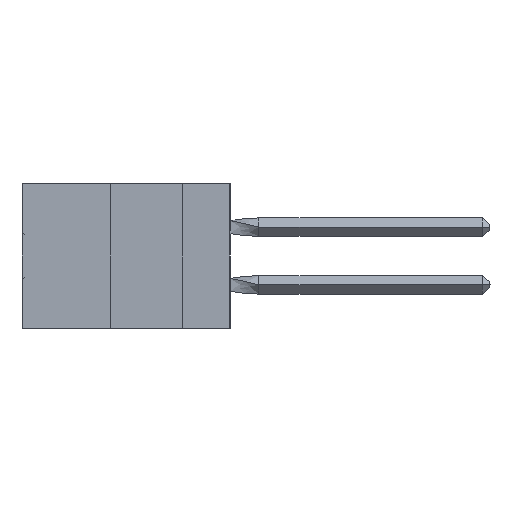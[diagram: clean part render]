
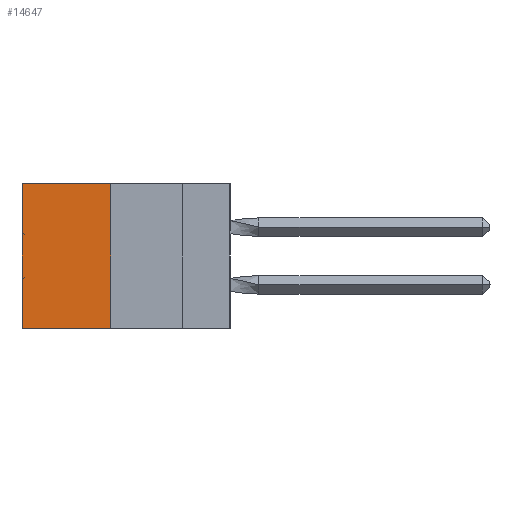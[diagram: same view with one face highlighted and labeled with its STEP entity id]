
A CAD part, left-side view. The second image highlights one B-rep face of the part: STEP entity #14647.
In plain terms, the highlighted planar face has unit normal (-1, 0, 0).
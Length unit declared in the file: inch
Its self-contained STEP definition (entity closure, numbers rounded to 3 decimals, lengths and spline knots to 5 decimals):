
#393 = VERTEX_POINT ( 'NONE', #18452 ) ;
#537 = CARTESIAN_POINT ( 'NONE',  ( 0.305, 0.413, -0.5 ) ) ;
#1484 = VERTEX_POINT ( 'NONE', #29339 ) ;
#2696 = VERTEX_POINT ( 'NONE', #13602 ) ;
#4034 = CARTESIAN_POINT ( 'NONE',  ( 0.305, 0.413, -0.5 ) ) ;
#4188 = DIRECTION ( 'NONE',  ( 1., 0., 0. ) ) ;
#4486 = AXIS2_PLACEMENT_3D ( 'NONE', #4034, #4188, #32109 ) ;
#5505 = VECTOR ( 'NONE', #16765, 39.37008 ) ;
#7124 = ORIENTED_EDGE ( 'NONE', *, *, #14957, .F. ) ;
#8277 = VECTOR ( 'NONE', #13230, 39.37008 ) ;
#9269 = VECTOR ( 'NONE', #48650, 39.37008 ) ;
#10669 = ORIENTED_EDGE ( 'NONE', *, *, #28929, .F. ) ;
#10744 = CARTESIAN_POINT ( 'NONE',  ( 0.305, 0.413, -0.5 ) ) ;
#10914 = DIRECTION ( 'NONE',  ( 0., 0., -1. ) ) ;
#12556 = CARTESIAN_POINT ( 'NONE',  ( 0.305, 0.72, -0.5 ) ) ;
#13230 = DIRECTION ( 'NONE',  ( 0., 1., 0. ) ) ;
#13602 = CARTESIAN_POINT ( 'NONE',  ( 0.305, 0.72, -0.5 ) ) ;
#14647 = ADVANCED_FACE ( 'NONE', ( #24195 ), #19888, .F. ) ;
#14895 = LINE ( 'NONE', #537, #5505 ) ;
#14957 = EDGE_CURVE ( 'NONE', #393, #39172, #37805, .T. ) ;
#16765 = DIRECTION ( 'NONE',  ( 0., 1., 0. ) ) ;
#18452 = CARTESIAN_POINT ( 'NONE',  ( 0.305, 0.413, 0. ) ) ;
#18885 = LINE ( 'NONE', #33414, #8277 ) ;
#19783 = VECTOR ( 'NONE', #10914, 39.37008 ) ;
#19888 = PLANE ( 'NONE',  #4486 ) ;
#20457 = EDGE_CURVE ( 'NONE', #1484, #2696, #39739, .T. ) ;
#21588 = ORIENTED_EDGE ( 'NONE', *, *, #20457, .T. ) ;
#24195 = FACE_OUTER_BOUND ( 'NONE', #43632, .T. ) ;
#28225 = CARTESIAN_POINT ( 'NONE',  ( 0.305, 0.413, -0.5 ) ) ;
#28929 = EDGE_CURVE ( 'NONE', #39172, #2696, #14895, .T. ) ;
#29339 = CARTESIAN_POINT ( 'NONE',  ( 0.305, 0.72, 0. ) ) ;
#32109 = DIRECTION ( 'NONE',  ( 0., 0., -1. ) ) ;
#33414 = CARTESIAN_POINT ( 'NONE',  ( 0.305, 0.413, 0. ) ) ;
#37805 = LINE ( 'NONE', #10744, #19783 ) ;
#39172 = VERTEX_POINT ( 'NONE', #28225 ) ;
#39236 = EDGE_CURVE ( 'NONE', #393, #1484, #18885, .T. ) ;
#39739 = LINE ( 'NONE', #12556, #9269 ) ;
#43632 = EDGE_LOOP ( 'NONE', ( #21588, #10669, #7124, #45818 ) ) ;
#45818 = ORIENTED_EDGE ( 'NONE', *, *, #39236, .T. ) ;
#48650 = DIRECTION ( 'NONE',  ( 0., 0., -1. ) ) ;
